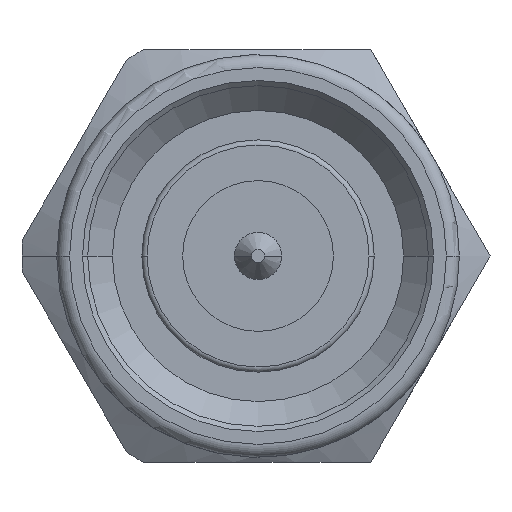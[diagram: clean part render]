
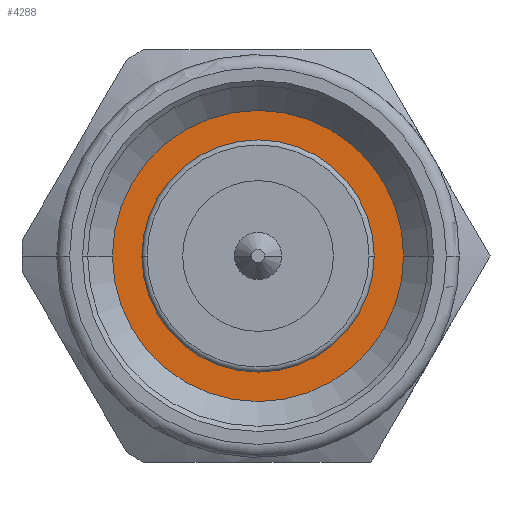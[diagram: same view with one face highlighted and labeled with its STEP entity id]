
A CAD part, left-side view. The second image highlights one B-rep face of the part: STEP entity #4288.
In plain terms, the highlighted planar face has unit normal (-1, 0, 0).
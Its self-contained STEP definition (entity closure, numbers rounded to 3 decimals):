
#10 = ORIENTED_EDGE ( 'NONE', *, *, #3129, .T. ) ;
#34 = VERTEX_POINT ( 'NONE', #1583 ) ;
#48 = CARTESIAN_POINT ( 'NONE',  ( -77.497, 188.263, 0. ) ) ;
#127 = DIRECTION ( 'NONE',  ( 1., 0., 0. ) ) ;
#194 = EDGE_LOOP ( 'NONE', ( #4083, #2520 ) ) ;
#296 = DIRECTION ( 'NONE',  ( 0., 1., 0. ) ) ;
#328 = VERTEX_POINT ( 'NONE', #3211 ) ;
#340 = AXIS2_PLACEMENT_3D ( 'NONE', #576, #3029, #929 ) ;
#576 = CARTESIAN_POINT ( 'NONE',  ( -77.497, 188.263, 0. ) ) ;
#929 = DIRECTION ( 'NONE',  ( 0., 1., 0. ) ) ;
#1018 = CIRCLE ( 'NONE', #340, 22.5 ) ;
#1098 = CIRCLE ( 'NONE', #3706, 32. ) ;
#1113 = DIRECTION ( 'NONE',  ( 1., 0., 0. ) ) ;
#1284 = AXIS2_PLACEMENT_3D ( 'NONE', #48, #1113, #3578 ) ;
#1310 = EDGE_LOOP ( 'NONE', ( #1756, #10 ) ) ;
#1454 = EDGE_CURVE ( 'NONE', #34, #3588, #1098, .T. ) ;
#1583 = CARTESIAN_POINT ( 'NONE',  ( -77.497, 156.263, 0. ) ) ;
#1686 = DIRECTION ( 'NONE',  ( 0., 1., 0. ) ) ;
#1718 = PLANE ( 'NONE',  #3683 ) ;
#1756 = ORIENTED_EDGE ( 'NONE', *, *, #3989, .T. ) ;
#1844 = CIRCLE ( 'NONE', #1284, 32. ) ;
#1975 = VERTEX_POINT ( 'NONE', #4273 ) ;
#2048 = DIRECTION ( 'NONE',  ( 1., 0., 0. ) ) ;
#2493 = AXIS2_PLACEMENT_3D ( 'NONE', #2941, #127, #4294 ) ;
#2520 = ORIENTED_EDGE ( 'NONE', *, *, #2985, .F. ) ;
#2941 = CARTESIAN_POINT ( 'NONE',  ( -77.497, 188.263, 0. ) ) ;
#2985 = EDGE_CURVE ( 'NONE', #3588, #34, #1844, .T. ) ;
#3029 = DIRECTION ( 'NONE',  ( 1., 0., 0. ) ) ;
#3129 = EDGE_CURVE ( 'NONE', #328, #1975, #1018, .T. ) ;
#3211 = CARTESIAN_POINT ( 'NONE',  ( -77.497, 165.763, 0. ) ) ;
#3578 = DIRECTION ( 'NONE',  ( 0., 1., 0. ) ) ;
#3588 = VERTEX_POINT ( 'NONE', #3941 ) ;
#3683 = AXIS2_PLACEMENT_3D ( 'NONE', #4144, #4458, #1686 ) ;
#3706 = AXIS2_PLACEMENT_3D ( 'NONE', #3856, #2048, #296 ) ;
#3771 = CIRCLE ( 'NONE', #2493, 22.5 ) ;
#3819 = FACE_BOUND ( 'NONE', #1310, .T. ) ;
#3856 = CARTESIAN_POINT ( 'NONE',  ( -77.497, 188.263, 0. ) ) ;
#3941 = CARTESIAN_POINT ( 'NONE',  ( -77.497, 220.263, 0. ) ) ;
#3989 = EDGE_CURVE ( 'NONE', #1975, #328, #3771, .T. ) ;
#4083 = ORIENTED_EDGE ( 'NONE', *, *, #1454, .F. ) ;
#4144 = CARTESIAN_POINT ( 'NONE',  ( -77.497, 0., 0. ) ) ;
#4233 = FACE_OUTER_BOUND ( 'NONE', #194, .T. ) ;
#4273 = CARTESIAN_POINT ( 'NONE',  ( -77.497, 210.763, 0. ) ) ;
#4288 = ADVANCED_FACE ( 'NONE', ( #4233, #3819 ), #1718, .F. ) ;
#4294 = DIRECTION ( 'NONE',  ( 0., 1., 0. ) ) ;
#4458 = DIRECTION ( 'NONE',  ( 1., 0., 0. ) ) ;
